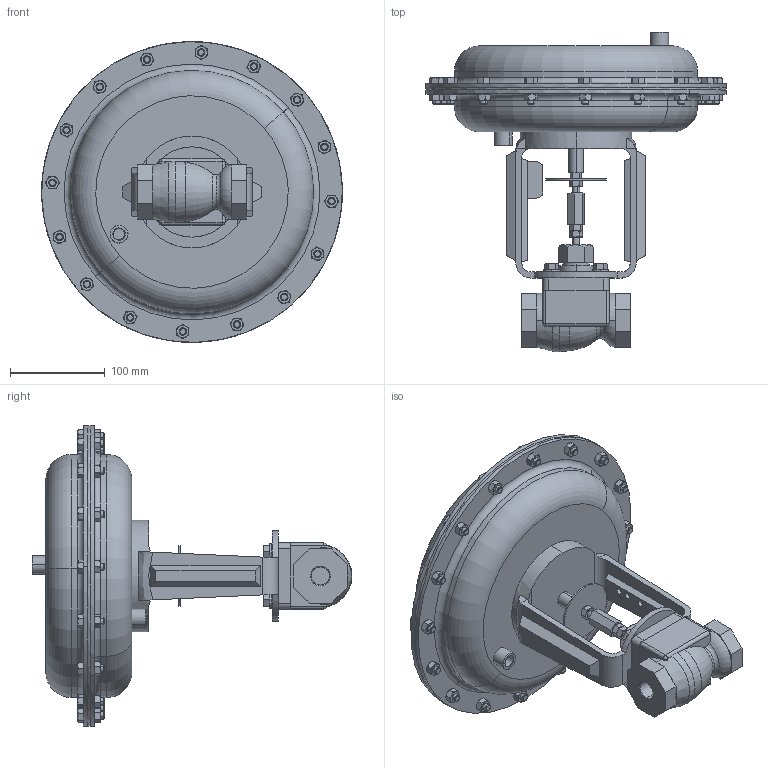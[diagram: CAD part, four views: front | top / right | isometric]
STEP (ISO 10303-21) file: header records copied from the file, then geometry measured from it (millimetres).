
FILE_DESCRIPTION (( 'STEP AP203' ), '1' );
FILE_NAME ('78-050-ALL-PT-55M.STEP', '2017-09-20T19:37:01', ( '' ), ( '' ), 'SwSTEP 2.0', 'SolidWorks 2014', '' );
FILE_SCHEMA (( 'CONFIG_CONTROL_DESIGN' ));
Length unit declared in the file: inch
Products named in the file (1): 78-050-ALL-PT-55M
Bounding box: 317.42 x 337.51 x 317.42 mm (x, y, z)
Volume: 5683565.5 mm3; surface area: 327500 mm2
Topology: 5 solids, 5 shells, 982 faces, 2248 edges, 1349 vertices
Faces by surface type: plane 422, cone 406, cylinder 127, torus 13, bspline 10, sphere 4
Entity records: 30747 total; most frequent: CARTESIAN_POINT 9877, ORIENTED_EDGE 4488, DIRECTION 4023, EDGE_CURVE 2244, AXIS2_PLACEMENT_3D 1616, VERTEX_POINT 1349, EDGE_LOOP 1069, ADVANCED_FACE 982
